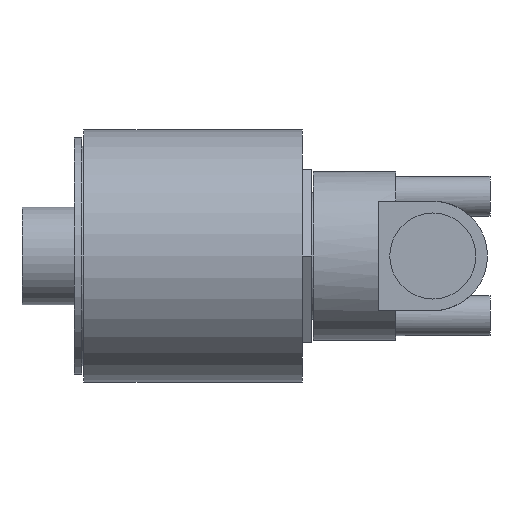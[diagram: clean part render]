
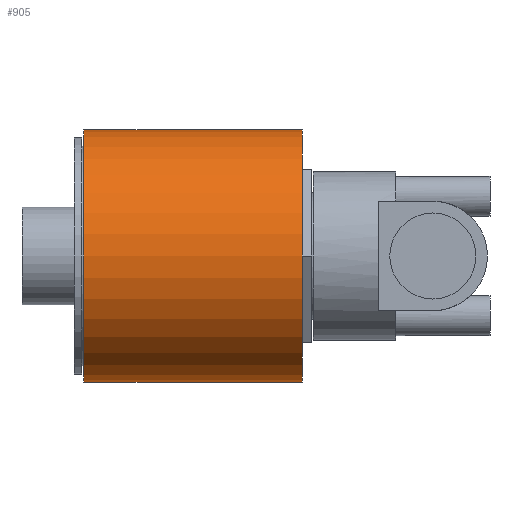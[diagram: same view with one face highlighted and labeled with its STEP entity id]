
A CAD part, left-side view. The second image highlights one B-rep face of the part: STEP entity #905.
In plain terms, the highlighted cylindrical face has radius 25.4 mm (diameter 50.8 mm), a partial arc.
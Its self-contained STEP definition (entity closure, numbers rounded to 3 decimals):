
#309 = DIRECTION ( 'NONE',  ( 0., 0., -1. ) ) ;
#326 = DIRECTION ( 'NONE',  ( 0., 0., 1. ) ) ;
#334 = DIRECTION ( 'NONE',  ( 0., -1., 0. ) ) ;
#363 = CARTESIAN_POINT ( 'NONE',  ( 0., 53.32, 25.4 ) ) ;
#420 = DIRECTION ( 'NONE',  ( 0., 1., 0. ) ) ;
#509 = CARTESIAN_POINT ( 'NONE',  ( 0., 9.4, 25.4 ) ) ;
#532 = VERTEX_POINT ( 'NONE', #744 ) ;
#690 = CARTESIAN_POINT ( 'NONE',  ( 0., 53.32, -25.4 ) ) ;
#744 = CARTESIAN_POINT ( 'NONE',  ( 0., 9.4, -25.4 ) ) ;
#829 = ORIENTED_EDGE ( 'NONE', *, *, #1499, .T. ) ;
#831 = ORIENTED_EDGE ( 'NONE', *, *, #1088, .F. ) ;
#879 = AXIS2_PLACEMENT_3D ( 'NONE', #1453, #420, #1121 ) ;
#905 = ADVANCED_FACE ( 'NONE', ( #1167 ), #1886, .T. ) ;
#923 = VERTEX_POINT ( 'NONE', #1192 ) ;
#1047 = VERTEX_POINT ( 'NONE', #509 ) ;
#1086 = DIRECTION ( 'NONE',  ( 0., -1., 0. ) ) ;
#1088 = EDGE_CURVE ( 'NONE', #1734, #923, #2145, .T. ) ;
#1121 = DIRECTION ( 'NONE',  ( 0., 0., 1. ) ) ;
#1130 = AXIS2_PLACEMENT_3D ( 'NONE', #1175, #1728, #326 ) ;
#1149 = ORIENTED_EDGE ( 'NONE', *, *, #1340, .F. ) ;
#1167 = FACE_OUTER_BOUND ( 'NONE', #1273, .T. ) ;
#1175 = CARTESIAN_POINT ( 'NONE',  ( 0., 53.32, 0. ) ) ;
#1192 = CARTESIAN_POINT ( 'NONE',  ( 0., 53.32, 25.4 ) ) ;
#1221 = LINE ( 'NONE', #363, #2176 ) ;
#1257 = DIRECTION ( 'NONE',  ( 0., -1., 0. ) ) ;
#1273 = EDGE_LOOP ( 'NONE', ( #1149, #831, #1583, #829 ) ) ;
#1313 = AXIS2_PLACEMENT_3D ( 'NONE', #1365, #334, #309 ) ;
#1340 = EDGE_CURVE ( 'NONE', #923, #1047, #1221, .T. ) ;
#1365 = CARTESIAN_POINT ( 'NONE',  ( 0., 53.32, 0. ) ) ;
#1453 = CARTESIAN_POINT ( 'NONE',  ( 0., 9.4, 0. ) ) ;
#1499 = EDGE_CURVE ( 'NONE', #532, #1047, #2113, .T. ) ;
#1583 = ORIENTED_EDGE ( 'NONE', *, *, #1990, .T. ) ;
#1728 = DIRECTION ( 'NONE',  ( 0., 1., 0. ) ) ;
#1734 = VERTEX_POINT ( 'NONE', #690 ) ;
#1774 = CARTESIAN_POINT ( 'NONE',  ( 0., 53.32, -25.4 ) ) ;
#1886 = CYLINDRICAL_SURFACE ( 'NONE', #1313, 25.4 ) ;
#1937 = VECTOR ( 'NONE', #1086, 1000. ) ;
#1990 = EDGE_CURVE ( 'NONE', #1734, #532, #2105, .T. ) ;
#2105 = LINE ( 'NONE', #1774, #1937 ) ;
#2113 = CIRCLE ( 'NONE', #879, 25.4 ) ;
#2145 = CIRCLE ( 'NONE', #1130, 25.4 ) ;
#2176 = VECTOR ( 'NONE', #1257, 1000. ) ;
